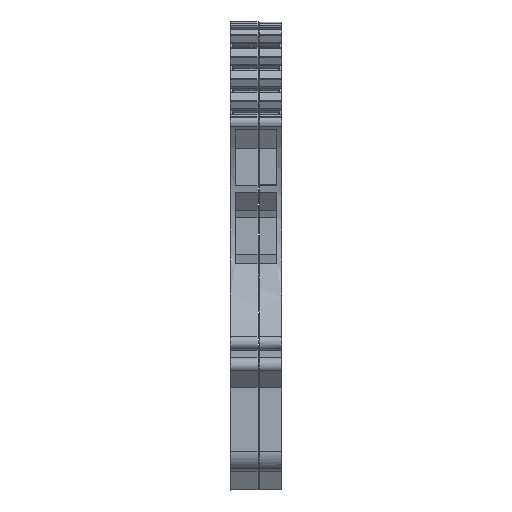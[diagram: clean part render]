
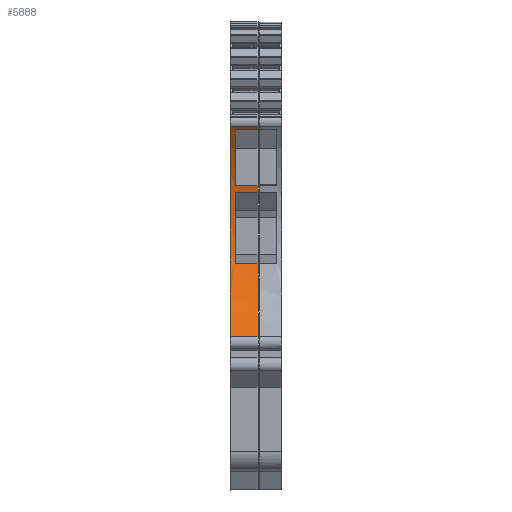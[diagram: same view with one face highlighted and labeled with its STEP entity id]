
A CAD part, front view. The second image highlights one B-rep face of the part: STEP entity #5888.
In plain terms, the highlighted cylindrical face has radius 15.05 mm (diameter 30.1 mm), a partial arc.
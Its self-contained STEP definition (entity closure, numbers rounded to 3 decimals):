
#4141=AXIS2_PLACEMENT_3D('Circle Axis2P3D',#4139,#4140,$) ;
#4153=AXIS2_PLACEMENT_3D('Circle Axis2P3D',#4151,#4152,$) ;
#5843=AXIS2_PLACEMENT_3D('Cylinder Axis2P3D',#5840,#5841,#5842) ;
#5847=AXIS2_PLACEMENT_3D('Circle Axis2P3D',#5845,#5846,$) ;
#5852=AXIS2_PLACEMENT_3D('Circle Axis2P3D',#5850,#5851,$) ;
#5866=AXIS2_PLACEMENT_3D('Circle Axis2P3D',#5864,#5865,$) ;
#5871=AXIS2_PLACEMENT_3D('Circle Axis2P3D',#5869,#5870,$) ;
#1023=CARTESIAN_POINT('Vertex',(2.775,6.405,35.775)) ;
#1026=CARTESIAN_POINT('Line Origine',(1.638,6.405,35.775)) ;
#1030=CARTESIAN_POINT('Vertex',(0.5,6.405,35.775)) ;
#1085=CARTESIAN_POINT('Vertex',(0.5,9.064,30.233)) ;
#1088=CARTESIAN_POINT('Line Origine',(1.638,9.064,30.233)) ;
#1092=CARTESIAN_POINT('Vertex',(2.775,9.064,30.233)) ;
#1118=CARTESIAN_POINT('Vertex',(0.5,9.213,29.561)) ;
#1132=CARTESIAN_POINT('Vertex',(2.775,9.213,29.561)) ;
#1135=CARTESIAN_POINT('Line Origine',(1.638,9.213,29.561)) ;
#1218=CARTESIAN_POINT('Vertex',(2.775,8.92,22.493)) ;
#1225=CARTESIAN_POINT('Vertex',(0.5,8.92,22.493)) ;
#1228=CARTESIAN_POINT('Line Origine',(1.638,8.92,22.493)) ;
#4139=CARTESIAN_POINT('Axis2P3D Location',(0.5,-5.549,26.632)) ;
#4151=CARTESIAN_POINT('Axis2P3D Location',(0.5,-5.549,26.632)) ;
#5814=CARTESIAN_POINT('Line Origine',(1.412,4.261,15.219)) ;
#5818=CARTESIAN_POINT('Vertex',(0.,4.261,15.219)) ;
#5820=CARTESIAN_POINT('Vertex',(2.775,4.261,15.219)) ;
#5840=CARTESIAN_POINT('Axis2P3D Location',(1.413,-5.549,26.632)) ;
#5845=CARTESIAN_POINT('Axis2P3D Location',(2.775,-5.549,26.632)) ;
#5850=CARTESIAN_POINT('Axis2P3D Location',(2.775,-5.549,26.632)) ;
#5854=CARTESIAN_POINT('Vertex',(2.775,6.166,36.079)) ;
#5857=CARTESIAN_POINT('Line Origine',(1.412,6.166,36.079)) ;
#5861=CARTESIAN_POINT('Vertex',(0.,6.166,36.079)) ;
#5864=CARTESIAN_POINT('Axis2P3D Location',(0.,-5.549,26.632)) ;
#5869=CARTESIAN_POINT('Axis2P3D Location',(2.775,-5.549,26.632)) ;
#1027=DIRECTION('Vector Direction',(-1.,0.,0.)) ;
#1089=DIRECTION('Vector Direction',(-1.,0.,0.)) ;
#1136=DIRECTION('Vector Direction',(-1.,0.,0.)) ;
#1229=DIRECTION('Vector Direction',(-1.,0.,0.)) ;
#4140=DIRECTION('Axis2P3D Direction',(1.,0.,0.)) ;
#4152=DIRECTION('Axis2P3D Direction',(1.,0.,0.)) ;
#5815=DIRECTION('Vector Direction',(1.,0.,0.)) ;
#5841=DIRECTION('Axis2P3D Direction',(1.,0.,0.)) ;
#5842=DIRECTION('Axis2P3D XDirection',(0.,0.652,-0.758)) ;
#5846=DIRECTION('Axis2P3D Direction',(1.,0.,0.)) ;
#5851=DIRECTION('Axis2P3D Direction',(1.,0.,0.)) ;
#5858=DIRECTION('Vector Direction',(1.,0.,0.)) ;
#5865=DIRECTION('Axis2P3D Direction',(1.,0.,0.)) ;
#5870=DIRECTION('Axis2P3D Direction',(1.,0.,0.)) ;
#1028=VECTOR('Line Direction',#1027,1.) ;
#1090=VECTOR('Line Direction',#1089,1.) ;
#1137=VECTOR('Line Direction',#1136,1.) ;
#1230=VECTOR('Line Direction',#1229,1.) ;
#5816=VECTOR('Line Direction',#5815,1.) ;
#5859=VECTOR('Line Direction',#5858,1.) ;
#5875=ORIENTED_EDGE('',*,*,#1232,.T.) ;
#5876=ORIENTED_EDGE('',*,*,#4155,.F.) ;
#5877=ORIENTED_EDGE('',*,*,#1139,.F.) ;
#5878=ORIENTED_EDGE('',*,*,#5849,.F.) ;
#5879=ORIENTED_EDGE('',*,*,#1094,.T.) ;
#5880=ORIENTED_EDGE('',*,*,#4143,.F.) ;
#5881=ORIENTED_EDGE('',*,*,#1032,.F.) ;
#5882=ORIENTED_EDGE('',*,*,#5856,.F.) ;
#5883=ORIENTED_EDGE('',*,*,#5863,.F.) ;
#5884=ORIENTED_EDGE('',*,*,#5868,.T.) ;
#5885=ORIENTED_EDGE('',*,*,#5822,.T.) ;
#5886=ORIENTED_EDGE('',*,*,#5873,.F.) ;
#5888=ADVANCED_FACE('ISKA_GN',(#5887),#5844,.F.) ;
#4142=CIRCLE('generated circle',#4141,15.05) ;
#4154=CIRCLE('generated circle',#4153,15.05) ;
#5848=CIRCLE('generated circle',#5847,15.05) ;
#5853=CIRCLE('generated circle',#5852,15.05) ;
#5867=CIRCLE('generated circle',#5866,15.05) ;
#5872=CIRCLE('generated circle',#5871,15.05) ;
#5844=CYLINDRICAL_SURFACE('generated cylinder',#5843,15.05) ;
#1032=EDGE_CURVE('',#1024,#1031,#1029,.T.) ;
#1094=EDGE_CURVE('',#1093,#1086,#1091,.T.) ;
#1139=EDGE_CURVE('',#1133,#1119,#1138,.T.) ;
#1232=EDGE_CURVE('',#1219,#1226,#1231,.T.) ;
#4143=EDGE_CURVE('',#1031,#1086,#4142,.F.) ;
#4155=EDGE_CURVE('',#1119,#1226,#4154,.F.) ;
#5822=EDGE_CURVE('',#5819,#5821,#5817,.T.) ;
#5849=EDGE_CURVE('',#1093,#1133,#5848,.F.) ;
#5856=EDGE_CURVE('',#5855,#1024,#5853,.F.) ;
#5863=EDGE_CURVE('',#5862,#5855,#5860,.T.) ;
#5868=EDGE_CURVE('',#5862,#5819,#5867,.F.) ;
#5873=EDGE_CURVE('',#1219,#5821,#5872,.F.) ;
#5874=EDGE_LOOP('',(#5875,#5876,#5877,#5878,#5879,#5880,#5881,#5882,#5883,#5884,#5885,#5886)) ;
#5887=FACE_OUTER_BOUND('',#5874,.T.) ;
#1029=LINE('Line',#1026,#1028) ;
#1091=LINE('Line',#1088,#1090) ;
#1138=LINE('Line',#1135,#1137) ;
#1231=LINE('Line',#1228,#1230) ;
#5817=LINE('Line',#5814,#5816) ;
#5860=LINE('Line',#5857,#5859) ;
#1024=VERTEX_POINT('',#1023) ;
#1031=VERTEX_POINT('',#1030) ;
#1086=VERTEX_POINT('',#1085) ;
#1093=VERTEX_POINT('',#1092) ;
#1119=VERTEX_POINT('',#1118) ;
#1133=VERTEX_POINT('',#1132) ;
#1219=VERTEX_POINT('',#1218) ;
#1226=VERTEX_POINT('',#1225) ;
#5819=VERTEX_POINT('',#5818) ;
#5821=VERTEX_POINT('',#5820) ;
#5855=VERTEX_POINT('',#5854) ;
#5862=VERTEX_POINT('',#5861) ;
